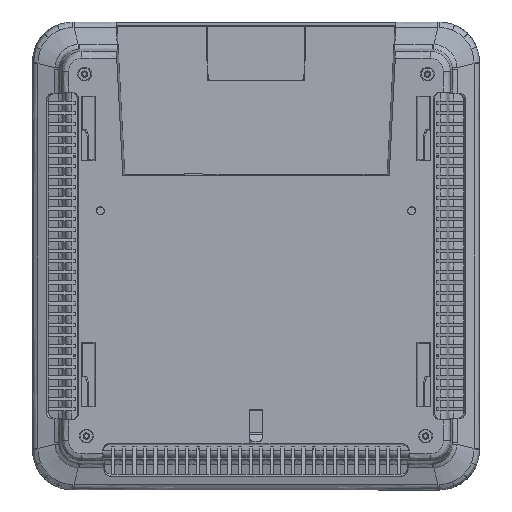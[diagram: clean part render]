
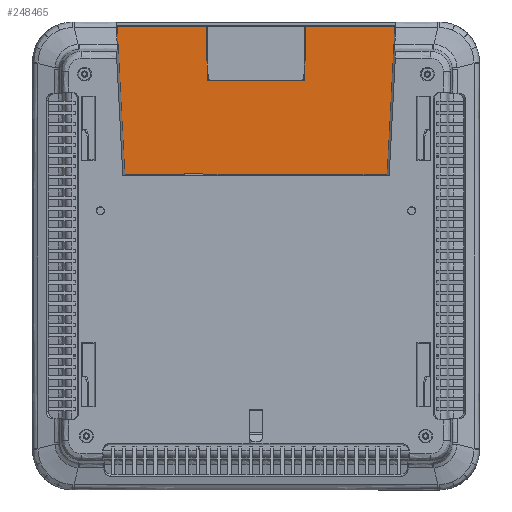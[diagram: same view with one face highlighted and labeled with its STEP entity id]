
A CAD part, front view. The second image highlights one B-rep face of the part: STEP entity #248465.
In plain terms, the highlighted planar face has unit normal (0, -1, 0.009).
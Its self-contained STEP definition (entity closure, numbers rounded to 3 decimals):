
#222 = VECTOR ( 'NONE', #105013, 1000. ) ;
#559 = VERTEX_POINT ( 'NONE', #53369 ) ;
#1464 = VECTOR ( 'NONE', #78217, 1000. ) ;
#5919 = ORIENTED_EDGE ( 'NONE', *, *, #238573, .F. ) ;
#8339 = LINE ( 'NONE', #49429, #160699 ) ;
#8357 = CARTESIAN_POINT ( 'NONE',  ( 23.017, 19.529, 87.731 ) ) ;
#12333 = VERTEX_POINT ( 'NONE', #234097 ) ;
#13428 = LINE ( 'NONE', #91803, #124025 ) ;
#16499 = VERTEX_POINT ( 'NONE', #44648 ) ;
#19211 = CIRCLE ( 'NONE', #80651, 1.4 ) ;
#26480 = DIRECTION ( 'NONE',  ( 0.052, 0.009, 0.999 ) ) ;
#26687 = LINE ( 'NONE', #162860, #222 ) ;
#29401 = CARTESIAN_POINT ( 'NONE',  ( -24.417, 19.541, 89.107 ) ) ;
#30533 = VECTOR ( 'NONE', #228184, 1000. ) ;
#33996 = DIRECTION ( 'NONE',  ( -1., 0., 0. ) ) ;
#36768 = DIRECTION ( 'NONE',  ( 0., -0.009, -1. ) ) ;
#37153 = EDGE_CURVE ( 'NONE', #222430, #57075, #168801, .T. ) ;
#38640 = VECTOR ( 'NONE', #156774, 1000. ) ;
#39347 = CIRCLE ( 'NONE', #207488, 1.4 ) ;
#41904 = CARTESIAN_POINT ( 'NONE',  ( 24.417, 19.541, 89.107 ) ) ;
#44648 = CARTESIAN_POINT ( 'NONE',  ( 24.871, 19.768, 115.13 ) ) ;
#45759 = DIRECTION ( 'NONE',  ( -1., 0., 0. ) ) ;
#47183 = ORIENTED_EDGE ( 'NONE', *, *, #148349, .F. ) ;
#48282 = CARTESIAN_POINT ( 'NONE',  ( 65.28, 19.038, 31.416 ) ) ;
#48589 = DIRECTION ( 'NONE',  ( -0.017, 0.009, 1. ) ) ;
#49429 = CARTESIAN_POINT ( 'NONE',  ( -66.726, 19.119, 40.774 ) ) ;
#50018 = LINE ( 'NONE', #110338, #221106 ) ;
#53369 = CARTESIAN_POINT ( 'NONE',  ( 11.769, 19.119, 40.774 ) ) ;
#54171 = CARTESIAN_POINT ( 'NONE',  ( -69.629, 19.768, 115.13 ) ) ;
#56023 = CARTESIAN_POINT ( 'NONE',  ( 23.017, 19.541, 89.131 ) ) ;
#57075 = VERTEX_POINT ( 'NONE', #239883 ) ;
#57699 = CARTESIAN_POINT ( 'NONE',  ( -26.369, 19.119, 40.774 ) ) ;
#63115 = DIRECTION ( 'NONE',  ( 0.052, -0.009, -0.999 ) ) ;
#65010 = LINE ( 'NONE', #48282, #98920 ) ;
#67595 = LINE ( 'NONE', #145939, #233142 ) ;
#68247 = CARTESIAN_POINT ( 'NONE',  ( -23.017, 19.529, 87.731 ) ) ;
#70127 = VERTEX_POINT ( 'NONE', #174452 ) ;
#73258 = LINE ( 'NONE', #95048, #191951 ) ;
#78217 = DIRECTION ( 'NONE',  ( -1., 0., 0. ) ) ;
#78594 = ORIENTED_EDGE ( 'NONE', *, *, #181435, .T. ) ;
#79479 = EDGE_CURVE ( 'NONE', #16499, #152859, #50018, .T. ) ;
#79480 = LINE ( 'NONE', #57699, #1464 ) ;
#80651 = AXIS2_PLACEMENT_3D ( 'NONE', #242168, #202342, #222881 ) ;
#85370 = EDGE_CURVE ( 'NONE', #165745, #87089, #157742, .T. ) ;
#85590 = CARTESIAN_POINT ( 'NONE',  ( 1.281, 19.119, 40.774 ) ) ;
#87089 = VERTEX_POINT ( 'NONE', #118823 ) ;
#88918 = VECTOR ( 'NONE', #45759, 1000. ) ;
#89833 = ORIENTED_EDGE ( 'NONE', *, *, #98419, .F. ) ;
#90916 = VECTOR ( 'NONE', #63115, 1000. ) ;
#91803 = CARTESIAN_POINT ( 'NONE',  ( -65.766, 19.119, 40.774 ) ) ;
#95048 = CARTESIAN_POINT ( 'NONE',  ( -66.726, 19.119, 40.774 ) ) ;
#98419 = EDGE_CURVE ( 'NONE', #199022, #156955, #26687, .T. ) ;
#98920 = VECTOR ( 'NONE', #26480, 1000. ) ;
#100764 = CARTESIAN_POINT ( 'NONE',  ( 65.766, 19.119, 40.774 ) ) ;
#101933 = VERTEX_POINT ( 'NONE', #68247 ) ;
#104857 = DIRECTION ( 'NONE',  ( -0.017, -0.009, -1. ) ) ;
#105013 = DIRECTION ( 'NONE',  ( -1., 0., 0. ) ) ;
#106091 = LINE ( 'NONE', #85590, #88918 ) ;
#106441 = EDGE_CURVE ( 'NONE', #199022, #152859, #65010, .T. ) ;
#106726 = CARTESIAN_POINT ( 'NONE',  ( 69.629, 19.768, 115.13 ) ) ;
#109324 = EDGE_CURVE ( 'NONE', #87089, #70127, #13428, .T. ) ;
#109706 = CARTESIAN_POINT ( 'NONE',  ( -66.726, 19.768, 115.13 ) ) ;
#110338 = CARTESIAN_POINT ( 'NONE',  ( -66.726, 19.768, 115.13 ) ) ;
#113016 = CARTESIAN_POINT ( 'NONE',  ( 44.031, 19.119, 40.774 ) ) ;
#114213 = VERTEX_POINT ( 'NONE', #29401 ) ;
#117135 = ORIENTED_EDGE ( 'NONE', *, *, #106441, .T. ) ;
#118393 = CARTESIAN_POINT ( 'NONE',  ( -65.639, 19.098, 38.329 ) ) ;
#118823 = CARTESIAN_POINT ( 'NONE',  ( -36.131, 19.119, 40.774 ) ) ;
#119513 = VECTOR ( 'NONE', #138452, 1000. ) ;
#124025 = VECTOR ( 'NONE', #33996, 1000. ) ;
#125344 = CARTESIAN_POINT ( 'NONE',  ( -66.726, 19.097, 38.273 ) ) ;
#127501 = ORIENTED_EDGE ( 'NONE', *, *, #37153, .F. ) ;
#131931 = EDGE_CURVE ( 'NONE', #222430, #70127, #240321, .T. ) ;
#134348 = DIRECTION ( 'NONE',  ( 0., 1., -0.009 ) ) ;
#134831 = ORIENTED_EDGE ( 'NONE', *, *, #244636, .T. ) ;
#135344 = ORIENTED_EDGE ( 'NONE', *, *, #131931, .T. ) ;
#136280 = EDGE_CURVE ( 'NONE', #204359, #101933, #206401, .T. ) ;
#138191 = AXIS2_PLACEMENT_3D ( 'NONE', #125344, #222936, #220391 ) ;
#138452 = DIRECTION ( 'NONE',  ( -1., 0., 0. ) ) ;
#140896 = VERTEX_POINT ( 'NONE', #41904 ) ;
#142058 = PLANE ( 'NONE',  #138191 ) ;
#144917 = CARTESIAN_POINT ( 'NONE',  ( -24.871, 19.768, 115.123 ) ) ;
#145939 = CARTESIAN_POINT ( 'NONE',  ( 24.417, 19.541, 89.107 ) ) ;
#148349 = EDGE_CURVE ( 'NONE', #559, #218887, #106091, .T. ) ;
#151140 = CARTESIAN_POINT ( 'NONE',  ( -23.017, 19.529, 87.731 ) ) ;
#152859 = VERTEX_POINT ( 'NONE', #106726 ) ;
#156774 = DIRECTION ( 'NONE',  ( 1., 0., 0. ) ) ;
#156955 = VERTEX_POINT ( 'NONE', #113016 ) ;
#157742 = LINE ( 'NONE', #219303, #119513 ) ;
#158585 = ORIENTED_EDGE ( 'NONE', *, *, #251646, .T. ) ;
#160699 = VECTOR ( 'NONE', #224074, 1000. ) ;
#160778 = EDGE_CURVE ( 'NONE', #218887, #12333, #8339, .T. ) ;
#162860 = CARTESIAN_POINT ( 'NONE',  ( 44.031, 19.119, 40.774 ) ) ;
#165745 = VERTEX_POINT ( 'NONE', #208564 ) ;
#168801 = LINE ( 'NONE', #109706, #38640 ) ;
#173374 = DIRECTION ( 'NONE',  ( -1., 0., 0. ) ) ;
#174452 = CARTESIAN_POINT ( 'NONE',  ( -65.766, 19.119, 40.774 ) ) ;
#178272 = ORIENTED_EDGE ( 'NONE', *, *, #136280, .T. ) ;
#181435 = EDGE_CURVE ( 'NONE', #140896, #204359, #39347, .T. ) ;
#188253 = ORIENTED_EDGE ( 'NONE', *, *, #109324, .F. ) ;
#191951 = VECTOR ( 'NONE', #173374, 1000. ) ;
#193496 = EDGE_CURVE ( 'NONE', #114213, #57075, #219435, .T. ) ;
#199022 = VERTEX_POINT ( 'NONE', #100764 ) ;
#200907 = CARTESIAN_POINT ( 'NONE',  ( 1.281, 19.119, 40.774 ) ) ;
#202342 = DIRECTION ( 'NONE',  ( 0., 1., -0.009 ) ) ;
#203804 = ORIENTED_EDGE ( 'NONE', *, *, #79479, .F. ) ;
#204359 = VERTEX_POINT ( 'NONE', #8357 ) ;
#206401 = LINE ( 'NONE', #151140, #30533 ) ;
#207488 = AXIS2_PLACEMENT_3D ( 'NONE', #56023, #134348, #36768 ) ;
#208564 = CARTESIAN_POINT ( 'NONE',  ( -26.369, 19.119, 40.774 ) ) ;
#213090 = ORIENTED_EDGE ( 'NONE', *, *, #193496, .T. ) ;
#215371 = ORIENTED_EDGE ( 'NONE', *, *, #85370, .F. ) ;
#217923 = EDGE_LOOP ( 'NONE', ( #89833, #117135, #203804, #158585, #78594, #178272, #134831, #213090, #127501, #135344, #188253, #215371, #5919, #251419, #47183, #243488 ) ) ;
#218887 = VERTEX_POINT ( 'NONE', #200907 ) ;
#219303 = CARTESIAN_POINT ( 'NONE',  ( -66.726, 19.119, 40.774 ) ) ;
#219435 = LINE ( 'NONE', #144917, #247217 ) ;
#220391 = DIRECTION ( 'NONE',  ( 0., -0.009, -1. ) ) ;
#221106 = VECTOR ( 'NONE', #243937, 1000. ) ;
#222430 = VERTEX_POINT ( 'NONE', #54171 ) ;
#222881 = DIRECTION ( 'NONE',  ( 0., -0.009, -1. ) ) ;
#222936 = DIRECTION ( 'NONE',  ( 0., -1., 0.009 ) ) ;
#224074 = DIRECTION ( 'NONE',  ( -1., 0., 0. ) ) ;
#225480 = FACE_OUTER_BOUND ( 'NONE', #217923, .T. ) ;
#228184 = DIRECTION ( 'NONE',  ( -1., 0., 0. ) ) ;
#233142 = VECTOR ( 'NONE', #104857, 1000. ) ;
#234097 = CARTESIAN_POINT ( 'NONE',  ( -15.881, 19.119, 40.774 ) ) ;
#238573 = EDGE_CURVE ( 'NONE', #12333, #165745, #79480, .T. ) ;
#239883 = CARTESIAN_POINT ( 'NONE',  ( -24.871, 19.768, 115.13 ) ) ;
#240321 = LINE ( 'NONE', #118393, #90916 ) ;
#242168 = CARTESIAN_POINT ( 'NONE',  ( -23.017, 19.541, 89.131 ) ) ;
#243488 = ORIENTED_EDGE ( 'NONE', *, *, #249953, .F. ) ;
#243937 = DIRECTION ( 'NONE',  ( 1., 0., 0. ) ) ;
#244636 = EDGE_CURVE ( 'NONE', #101933, #114213, #19211, .T. ) ;
#247217 = VECTOR ( 'NONE', #48589, 1000. ) ;
#248465 = ADVANCED_FACE ( 'NONE', ( #225480 ), #142058, .T. ) ;
#249953 = EDGE_CURVE ( 'NONE', #156955, #559, #73258, .T. ) ;
#251419 = ORIENTED_EDGE ( 'NONE', *, *, #160778, .F. ) ;
#251646 = EDGE_CURVE ( 'NONE', #16499, #140896, #67595, .T. ) ;
